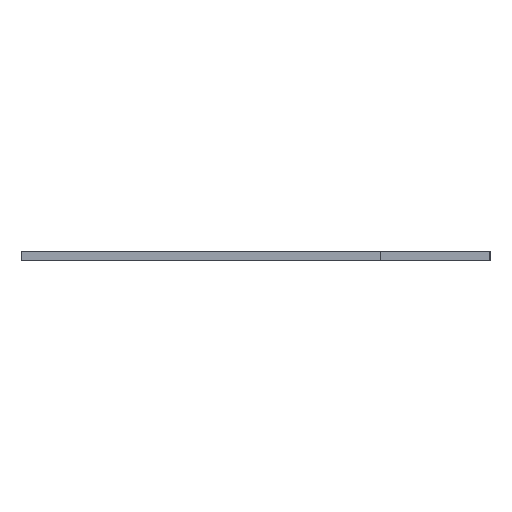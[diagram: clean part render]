
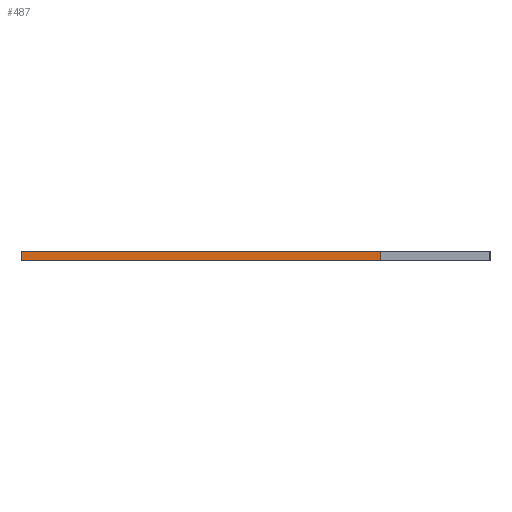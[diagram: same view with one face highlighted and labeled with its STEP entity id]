
A CAD part, left-side view. The second image highlights one B-rep face of the part: STEP entity #487.
In plain terms, the highlighted planar face has unit normal (-1, 0, 0).
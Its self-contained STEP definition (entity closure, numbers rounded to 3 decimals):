
#181=CARTESIAN_POINT('',(-107.25,-19.25,0.));
#182=VERTEX_POINT('',#181);
#189=CARTESIAN_POINT('',(-107.25,36.25,0.));
#190=VERTEX_POINT('',#189);
#191=CARTESIAN_POINT('',(-107.25,-19.25,0.));
#192=DIRECTION('',(0.,1.,0.));
#193=VECTOR('',#192,55.5);
#194=LINE('',#191,#193);
#195=EDGE_CURVE('',#182,#190,#194,.T.);
#445=CARTESIAN_POINT('',(-107.25,-19.25,1.5));
#446=VERTEX_POINT('',#445);
#453=CARTESIAN_POINT('',(-107.25,-19.25,0.));
#454=DIRECTION('',(-0.,0.,1.));
#455=VECTOR('',#454,1.5);
#456=LINE('',#453,#455);
#457=EDGE_CURVE('',#182,#446,#456,.T.);
#464=CARTESIAN_POINT('',(-107.25,8.5,0.));
#465=DIRECTION('',(1.,0.,0.));
#466=DIRECTION('',(0.,0.,-1.));
#467=AXIS2_PLACEMENT_3D('',#464,#465,#466);
#468=PLANE('',#467);
#469=CARTESIAN_POINT('',(-107.25,36.25,1.5));
#470=VERTEX_POINT('',#469);
#471=CARTESIAN_POINT('',(-107.25,-19.25,1.5));
#472=DIRECTION('',(0.,1.,0.));
#473=VECTOR('',#472,55.5);
#474=LINE('',#471,#473);
#475=EDGE_CURVE('',#446,#470,#474,.T.);
#476=ORIENTED_EDGE('',*,*,#475,.T.);
#477=CARTESIAN_POINT('',(-107.25,36.25,0.));
#478=DIRECTION('',(-0.,0.,1.));
#479=VECTOR('',#478,1.5);
#480=LINE('',#477,#479);
#481=EDGE_CURVE('',#190,#470,#480,.T.);
#482=ORIENTED_EDGE('',*,*,#481,.F.);
#483=ORIENTED_EDGE('',*,*,#195,.F.);
#484=ORIENTED_EDGE('',*,*,#457,.T.);
#485=EDGE_LOOP('',(#476,#482,#483,#484));
#486=FACE_BOUND('',#485,.T.);
#487=ADVANCED_FACE('',(#486),#468,.F.);
